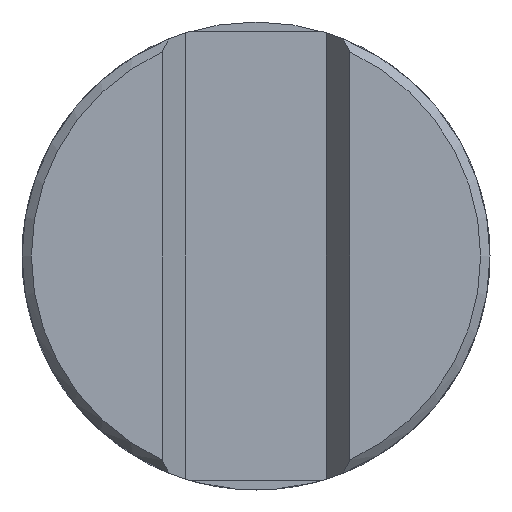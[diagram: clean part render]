
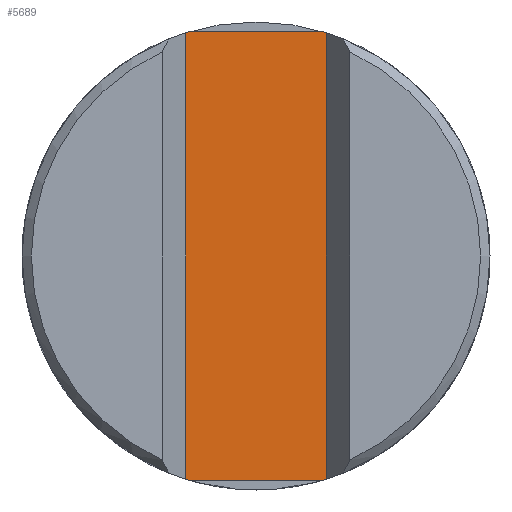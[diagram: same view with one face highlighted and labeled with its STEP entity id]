
A CAD part, front view. The second image highlights one B-rep face of the part: STEP entity #5689.
In plain terms, the highlighted planar face has unit normal (0, -1, 0).
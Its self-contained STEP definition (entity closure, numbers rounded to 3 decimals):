
#21 = LINE ( 'NONE', #3844, #696 ) ;
#222 = CARTESIAN_POINT ( 'NONE',  ( -0.75, 0.375, 2.385 ) ) ;
#236 = CARTESIAN_POINT ( 'NONE',  ( 0.75, 0.375, -3. ) ) ;
#306 = AXIS2_PLACEMENT_3D ( 'NONE', #3293, #490, #1444 ) ;
#449 = ORIENTED_EDGE ( 'NONE', *, *, #4219, .F. ) ;
#480 = VERTEX_POINT ( 'NONE', #2246 ) ;
#490 = DIRECTION ( 'NONE',  ( 0., 1., 0. ) ) ;
#620 = DIRECTION ( 'NONE',  ( -1., 0., 0. ) ) ;
#696 = VECTOR ( 'NONE', #4251, 1000. ) ;
#821 = DIRECTION ( 'NONE',  ( 0., 0., 1. ) ) ;
#856 = DIRECTION ( 'NONE',  ( 0., 0., 1. ) ) ;
#915 = CARTESIAN_POINT ( 'NONE',  ( 0.75, 0.375, 2.4 ) ) ;
#1000 = CIRCLE ( 'NONE', #3788, 2.5 ) ;
#1040 = CARTESIAN_POINT ( 'NONE',  ( 0.75, 0.375, -2.385 ) ) ;
#1207 = EDGE_CURVE ( 'NONE', #4911, #6102, #1662, .T. ) ;
#1253 = CARTESIAN_POINT ( 'NONE',  ( -0.75, 0.375, -2.385 ) ) ;
#1378 = VECTOR ( 'NONE', #620, 1000. ) ;
#1411 = VERTEX_POINT ( 'NONE', #1253 ) ;
#1444 = DIRECTION ( 'NONE',  ( 0., 0., 1. ) ) ;
#1572 = AXIS2_PLACEMENT_3D ( 'NONE', #5579, #5112, #856 ) ;
#1583 = VERTEX_POINT ( 'NONE', #1040 ) ;
#1662 = CIRCLE ( 'NONE', #5832, 2.5 ) ;
#1803 = EDGE_LOOP ( 'NONE', ( #4245, #449, #3616, #4394, #4447, #6126, #3741, #2554 ) ) ;
#1872 = DIRECTION ( 'NONE',  ( 1., 0., 0. ) ) ;
#1883 = DIRECTION ( 'NONE',  ( 0., 1., 0. ) ) ;
#1978 = VECTOR ( 'NONE', #2120, 1000. ) ;
#1982 = CIRCLE ( 'NONE', #1572, 2.5 ) ;
#2006 = EDGE_CURVE ( 'NONE', #1411, #3931, #4479, .T. ) ;
#2051 = CARTESIAN_POINT ( 'NONE',  ( 0.75, 0.375, -2.4 ) ) ;
#2120 = DIRECTION ( 'NONE',  ( 0., 0., 1. ) ) ;
#2135 = DIRECTION ( 'NONE',  ( 0., 1., 0. ) ) ;
#2206 = CARTESIAN_POINT ( 'NONE',  ( 0.7, 0.375, -2.4 ) ) ;
#2246 = CARTESIAN_POINT ( 'NONE',  ( -0.7, 0.375, -2.4 ) ) ;
#2554 = ORIENTED_EDGE ( 'NONE', *, *, #4395, .F. ) ;
#2581 = EDGE_CURVE ( 'NONE', #5201, #480, #2984, .T. ) ;
#2680 = AXIS2_PLACEMENT_3D ( 'NONE', #236, #2135, #821 ) ;
#2745 = VERTEX_POINT ( 'NONE', #5183 ) ;
#2822 = DIRECTION ( 'NONE',  ( 0., 0., 1. ) ) ;
#2913 = CARTESIAN_POINT ( 'NONE',  ( 0., 0.375, 0. ) ) ;
#2984 = LINE ( 'NONE', #2051, #1378 ) ;
#2987 = CIRCLE ( 'NONE', #306, 2.5 ) ;
#3025 = EDGE_CURVE ( 'NONE', #2745, #4911, #4250, .T. ) ;
#3293 = CARTESIAN_POINT ( 'NONE',  ( 0., 0.375, 0. ) ) ;
#3380 = VECTOR ( 'NONE', #1872, 1000. ) ;
#3616 = ORIENTED_EDGE ( 'NONE', *, *, #2581, .F. ) ;
#3692 = CARTESIAN_POINT ( 'NONE',  ( -0.75, 0.375, 2.385 ) ) ;
#3741 = ORIENTED_EDGE ( 'NONE', *, *, #3025, .F. ) ;
#3788 = AXIS2_PLACEMENT_3D ( 'NONE', #2913, #1883, #2822 ) ;
#3844 = CARTESIAN_POINT ( 'NONE',  ( 0.75, 0.375, -2.385 ) ) ;
#3931 = VERTEX_POINT ( 'NONE', #3692 ) ;
#3970 = CARTESIAN_POINT ( 'NONE',  ( 0., 0.375, 0. ) ) ;
#4219 = EDGE_CURVE ( 'NONE', #480, #1411, #2987, .T. ) ;
#4245 = ORIENTED_EDGE ( 'NONE', *, *, #2006, .F. ) ;
#4250 = LINE ( 'NONE', #915, #3380 ) ;
#4251 = DIRECTION ( 'NONE',  ( 0., 0., -1. ) ) ;
#4394 = ORIENTED_EDGE ( 'NONE', *, *, #5227, .F. ) ;
#4395 = EDGE_CURVE ( 'NONE', #3931, #2745, #1000, .T. ) ;
#4447 = ORIENTED_EDGE ( 'NONE', *, *, #4782, .F. ) ;
#4479 = LINE ( 'NONE', #222, #1978 ) ;
#4684 = CARTESIAN_POINT ( 'NONE',  ( 0.75, 0.375, 2.385 ) ) ;
#4782 = EDGE_CURVE ( 'NONE', #6102, #1583, #21, .T. ) ;
#4911 = VERTEX_POINT ( 'NONE', #4931 ) ;
#4921 = FACE_OUTER_BOUND ( 'NONE', #1803, .T. ) ;
#4931 = CARTESIAN_POINT ( 'NONE',  ( 0.7, 0.375, 2.4 ) ) ;
#5077 = PLANE ( 'NONE',  #2680 ) ;
#5112 = DIRECTION ( 'NONE',  ( 0., 1., 0. ) ) ;
#5183 = CARTESIAN_POINT ( 'NONE',  ( -0.7, 0.375, 2.4 ) ) ;
#5201 = VERTEX_POINT ( 'NONE', #2206 ) ;
#5227 = EDGE_CURVE ( 'NONE', #1583, #5201, #1982, .T. ) ;
#5444 = DIRECTION ( 'NONE',  ( 0., 0., 1. ) ) ;
#5579 = CARTESIAN_POINT ( 'NONE',  ( 0., 0.375, 0. ) ) ;
#5689 = ADVANCED_FACE ( 'NONE', ( #4921 ), #5077, .F. ) ;
#5832 = AXIS2_PLACEMENT_3D ( 'NONE', #3970, #5911, #5444 ) ;
#5911 = DIRECTION ( 'NONE',  ( 0., 1., 0. ) ) ;
#6102 = VERTEX_POINT ( 'NONE', #4684 ) ;
#6126 = ORIENTED_EDGE ( 'NONE', *, *, #1207, .F. ) ;
